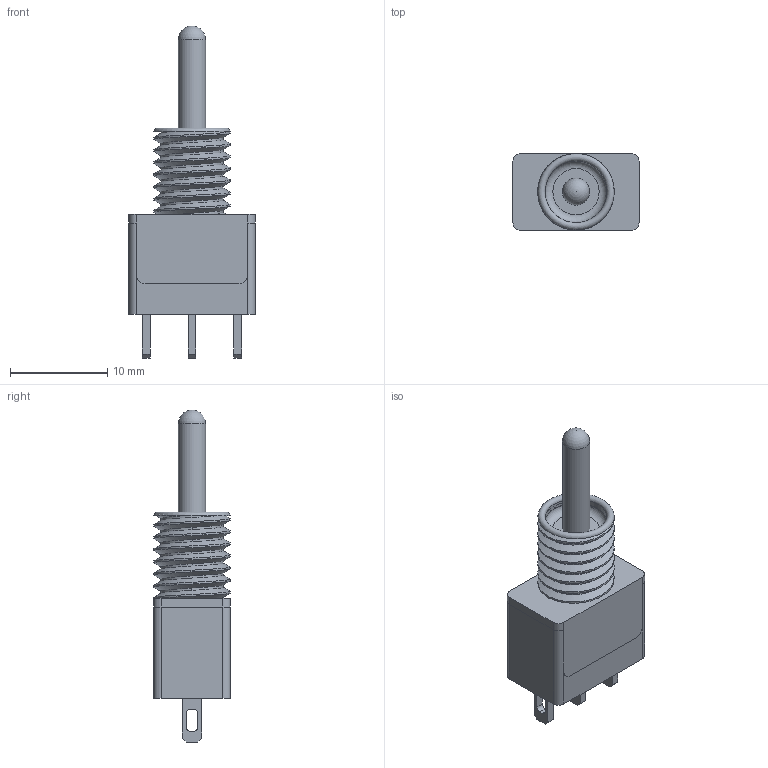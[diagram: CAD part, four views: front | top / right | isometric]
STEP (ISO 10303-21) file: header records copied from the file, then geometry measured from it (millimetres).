
FILE_DESCRIPTION(/* description */ (''),/* implementation_level */ '2;1');
FILE_NAME(/* name */ 'Switch-SPDT-NKK-Series-M.step',/* time_stamp */ '2023-10-24T10:10:28+02:00',/* author */ (''),/* organization */ (''),/* preprocessor_version */ 'ST-DEVELOPER v20',/* originating_system */ 'Autodesk Translation Framework v12.14.0.127',/* authorisation */ '');
FILE_SCHEMA (('AUTOMOTIVE_DESIGN { 1 0 10303 214 3 1 1 }'));
Length unit declared in the file: millimetre
Products named in the file (6): Switch-SPDT-NKK-Series-M; Body; Leads; Plate; Pole Base; Pole
Assembly tree (5 placements, depth 2):
  Switch-SPDT-NKK-Series-M
    Body
    Leads
    Plate
    Pole Base
    Pole
Bounding box: 13 x 7.9 x 34.2 mm (x, y, z)
Volume: 1488 mm3; surface area: 1855.3 mm2
Topology: 7 solids, 7 shells, 119 faces, 306 edges, 200 vertices
Faces by surface type: plane 68, cylinder 46, bspline 2, torus 2, sphere 1
Full cylindrical faces by diameter (mm): 2.8 x1, 6.354 x1, 6.446 x2, 7.866 x4
Entity records: 4929 total; most frequent: CARTESIAN_POINT 1834, ORIENTED_EDGE 610, DIRECTION 600, EDGE_CURVE 305, AXIS2_PLACEMENT_3D 201, VERTEX_POINT 200, LINE 198, VECTOR 198
